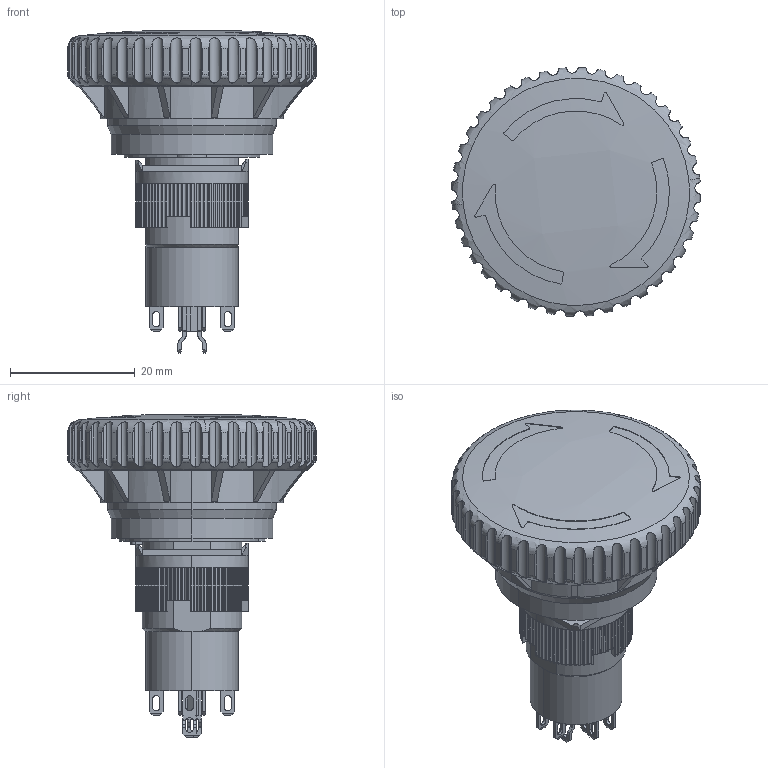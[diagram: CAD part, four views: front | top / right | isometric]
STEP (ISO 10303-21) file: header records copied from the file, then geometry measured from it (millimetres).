
FILE_DESCRIPTION (( 'STEP AP203' ), '1' );
FILE_NAME ('AR16V1L-12E3R.step', '2022-08-18T16:05:26', ( '' ), ( '' ), 'SwSTEP 2.0', 'SolidWorks 2021', '' );
FILE_SCHEMA (( 'CONFIG_CONTROL_DESIGN' ));
Length unit declared in the file: inch
Products named in the file (1): AR16V1L-12E3R
Bounding box: 39.99 x 39.99 x 51.85 mm (x, y, z)
Volume: 15797.6 mm3; surface area: 12368.5 mm2
Topology: 7 solids, 7 shells, 1081 faces, 3153 edges, 2106 vertices
Faces by surface type: plane 547, cylinder 438, bspline 90, cone 6
Entity records: 41083 total; most frequent: CARTESIAN_POINT 13073, ORIENTED_EDGE 6306, DIRECTION 5343, EDGE_CURVE 3153, VERTEX_POINT 2106, AXIS2_PLACEMENT_3D 1808, LINE 1727, VECTOR 1727
